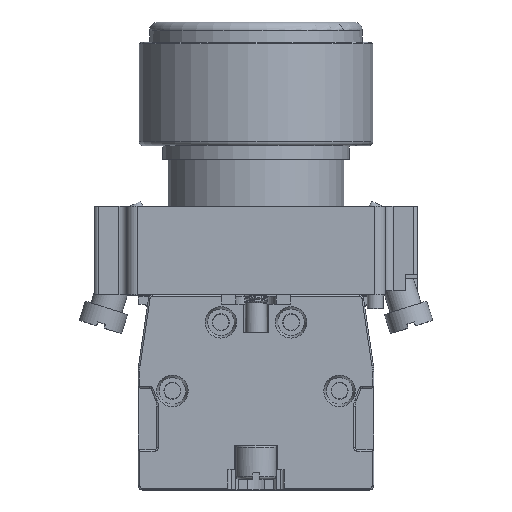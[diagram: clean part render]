
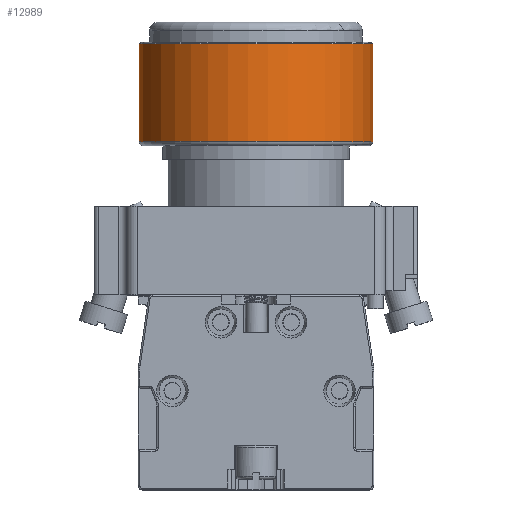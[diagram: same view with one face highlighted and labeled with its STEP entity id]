
A CAD part, top view. The second image highlights one B-rep face of the part: STEP entity #12989.
In plain terms, the highlighted cylindrical face has radius 14.5 mm (diameter 29 mm), a full revolution.
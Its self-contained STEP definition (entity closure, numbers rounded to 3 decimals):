
#12989=ADVANCED_FACE('',(#30789,#30791),#30793,.T.);
#30789=FACE_BOUND('',#30790,.T.);
#30790=EDGE_LOOP('',(#40891,#40892));
#30791=FACE_BOUND('',#30792,.T.);
#30792=EDGE_LOOP('',(#40893,#40894));
#30793=CYLINDRICAL_SURFACE('',#30794,14.5);
#30794=AXIS2_PLACEMENT_3D('',#30795,#30796,#30797);
#30795=CARTESIAN_POINT('',(0.,-1.355,0.));
#30796=DIRECTION('',(0.,1.,0.));
#30797=DIRECTION('',(1.,0.,0.));
#40891=ORIENTED_EDGE('',*,*,#46439,.F.);
#40892=ORIENTED_EDGE('',*,*,#46440,.F.);
#40893=ORIENTED_EDGE('',*,*,#46438,.T.);
#40894=ORIENTED_EDGE('',*,*,#46437,.T.);
#46437=EDGE_CURVE('',#53768,#53769,#53770,.T.);
#46438=EDGE_CURVE('',#53769,#53768,#53771,.T.);
#46439=EDGE_CURVE('',#53772,#53773,#53774,.T.);
#46440=EDGE_CURVE('',#53773,#53772,#53775,.T.);
#53768=VERTEX_POINT('',#82191);
#53769=VERTEX_POINT('',#82192);
#53770=CIRCLE('',#82193,14.5);
#53771=CIRCLE('',#82197,14.5);
#53772=VERTEX_POINT('',#82201);
#53773=VERTEX_POINT('',#82202);
#53774=CIRCLE('',#82203,14.5);
#53775=CIRCLE('',#82207,14.5);
#82191=CARTESIAN_POINT('',(-14.5,16.5,0.));
#82192=CARTESIAN_POINT('',(14.5,16.5,0.));
#82193=AXIS2_PLACEMENT_3D('',#82194,#82195,#82196);
#82194=CARTESIAN_POINT('',(0.,16.5,0.));
#82195=DIRECTION('',(0.,1.,0.));
#82196=DIRECTION('',(-1.,0.,0.));
#82197=AXIS2_PLACEMENT_3D('',#82198,#82199,#82200);
#82198=CARTESIAN_POINT('',(0.,16.5,0.));
#82199=DIRECTION('',(0.,1.,0.));
#82200=DIRECTION('',(1.,0.,0.));
#82201=CARTESIAN_POINT('',(-14.5,28.6,0.));
#82202=CARTESIAN_POINT('',(14.5,28.6,0.));
#82203=AXIS2_PLACEMENT_3D('',#82204,#82205,#82206);
#82204=CARTESIAN_POINT('',(0.,28.6,0.));
#82205=DIRECTION('',(0.,1.,0.));
#82206=DIRECTION('',(-1.,0.,0.));
#82207=AXIS2_PLACEMENT_3D('',#82208,#82209,#82210);
#82208=CARTESIAN_POINT('',(0.,28.6,0.));
#82209=DIRECTION('',(0.,1.,0.));
#82210=DIRECTION('',(1.,0.,0.));
